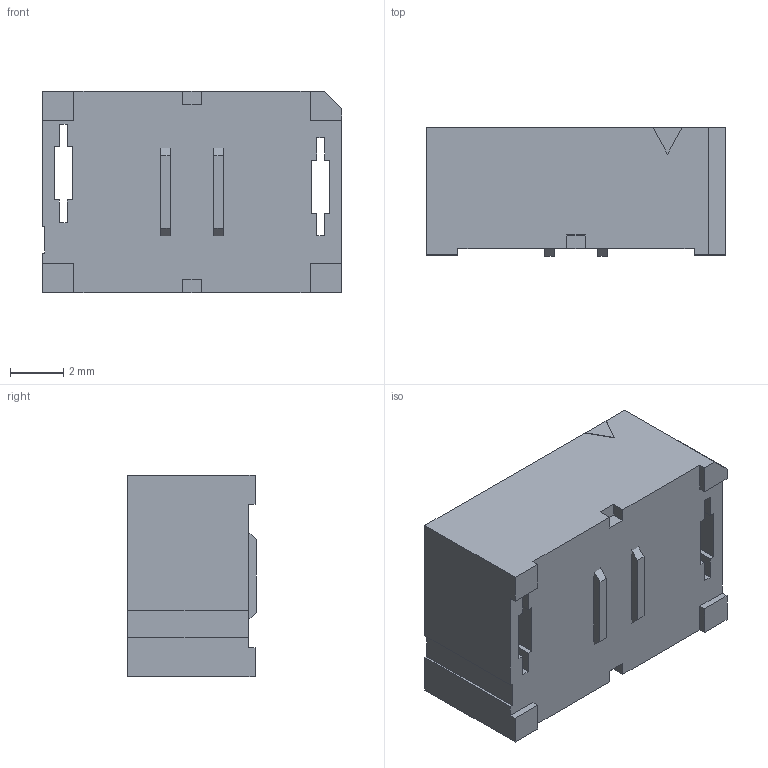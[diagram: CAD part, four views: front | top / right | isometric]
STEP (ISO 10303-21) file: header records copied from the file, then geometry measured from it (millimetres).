
FILE_DESCRIPTION( ( 'STEP AP214' ), '1' );
FILE_NAME( 'UMPT-02-01.5-L-V-S-TR.stp', '2021-08-22T05:43:37', ( 'License CC BY-ND 4.0' ), ( 'CADENAS' ), ' ', 'PARTsolutions', ' ' );
FILE_SCHEMA( ( 'AUTOMOTIVE_DESIGN { 1 0 10303 214 1 1 1 1 }' ) );
Length unit declared in the file: millimetre
Products named in the file (3): UMPT-02-01.5-L-V-S-TR; _02-01.5--_BODY; _UMPT-02-01.5-S-_PINS
Assembly tree (2 placements, depth 2):
  UMPT-02-01.5-L-V-S-TR
    _02-01.5--_BODY
    _UMPT-02-01.5-S-_PINS
Bounding box: 11.3 x 4.85 x 7.6 mm (x, y, z)
Volume: 182.7 mm3; surface area: 625.1 mm2
Topology: 2 solids, 2 shells, 107 faces, 300 edges, 200 vertices
Faces by surface type: plane 107
Entity records: 4300 total; most frequent: CARTESIAN_POINT 610, ORIENTED_EDGE 600, DIRECTION 520, EDGE_CURVE 300, LINE 300, VECTOR 300, VERTEX_POINT 200, EDGE_LOOP 118
